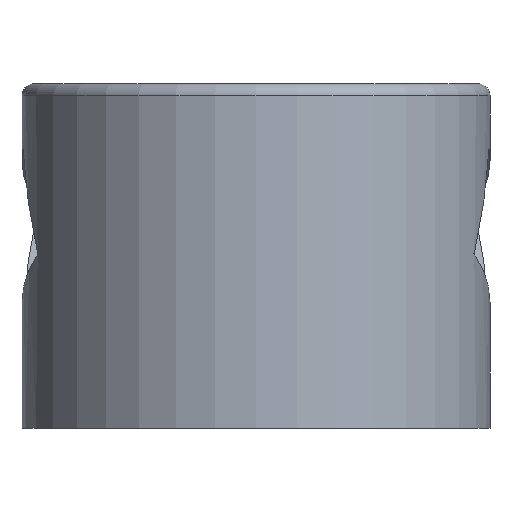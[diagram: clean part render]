
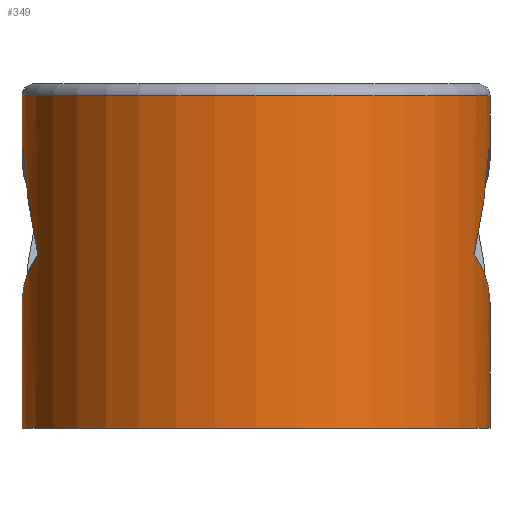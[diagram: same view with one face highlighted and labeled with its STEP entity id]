
A CAD part, front view. The second image highlights one B-rep face of the part: STEP entity #349.
In plain terms, the highlighted cylindrical face has radius 95 mm (diameter 190 mm), a partial arc.
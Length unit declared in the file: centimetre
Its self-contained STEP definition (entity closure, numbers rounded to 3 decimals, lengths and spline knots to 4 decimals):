
#1 = DIRECTION ( 'NONE',  ( 0., 0., -1. ) ) ;
#5 = DIRECTION ( 'NONE',  ( 0., 0., -1. ) ) ;
#12 = CARTESIAN_POINT ( 'NONE',  ( 8.865, -3.4151, 0.0849 ) ) ;
#19 = DIRECTION ( 'NONE',  ( 0., 0., -1. ) ) ;
#25 = CARTESIAN_POINT ( 'NONE',  ( -8.865, -3.4151, 0.0849 ) ) ;
#29 = ORIENTED_EDGE ( 'NONE', *, *, #508, .T. ) ;
#31 =( BOUNDED_CURVE ( )  B_SPLINE_CURVE ( 3, ( #500, #146, #58, #369 ),
 .UNSPECIFIED., .F., .T. ) 
 B_SPLINE_CURVE_WITH_KNOTS ( ( 4, 4 ),
 ( 1.5708, 1.6673 ),
 .UNSPECIFIED. ) 
 CURVE ( )  GEOMETRIC_REPRESENTATION_ITEM ( )  RATIONAL_B_SPLINE_CURVE ( ( 1., 0.999, 0.999, 1. ) ) 
 REPRESENTATION_ITEM ( '' )  );
#37 = ORIENTED_EDGE ( 'NONE', *, *, #506, .F. ) ;
#38 = VERTEX_POINT ( 'NONE', #325 ) ;
#44 = VERTEX_POINT ( 'NONE', #108 ) ;
#48 = EDGE_CURVE ( 'NONE', #44, #131, #54, .T. ) ;
#54 =( BOUNDED_CURVE ( )  B_SPLINE_CURVE ( 3, ( #421, #377, #458, #380 ),
 .UNSPECIFIED., .F., .T. ) 
 B_SPLINE_CURVE_WITH_KNOTS ( ( 4, 4 ),
 ( 4.3447, 4.7124 ),
 .UNSPECIFIED. ) 
 CURVE ( )  GEOMETRIC_REPRESENTATION_ITEM ( )  RATIONAL_B_SPLINE_CURVE ( ( 1., 0.989, 0.989, 1. ) ) 
 REPRESENTATION_ITEM ( '' )  );
#58 = CARTESIAN_POINT ( 'NONE',  ( -9.4853, -0.6109, 4.2394 ) ) ;
#70 = ORIENTED_EDGE ( 'NONE', *, *, #226, .T. ) ;
#74 = VERTEX_POINT ( 'NONE', #555 ) ;
#95 = FACE_OUTER_BOUND ( 'NONE', #441, .T. ) ;
#100 =( BOUNDED_CURVE ( )  B_SPLINE_CURVE ( 3, ( #572, #250, #161, #25 ),
 .UNSPECIFIED., .F., .T. ) 
 B_SPLINE_CURVE_WITH_KNOTS ( ( 4, 4 ),
 ( 4.8089, 5.0801 ),
 .UNSPECIFIED. ) 
 CURVE ( )  GEOMETRIC_REPRESENTATION_ITEM ( )  RATIONAL_B_SPLINE_CURVE ( ( 1., 0.994, 0.994, 1. ) ) 
 REPRESENTATION_ITEM ( '' )  );
#101 = CARTESIAN_POINT ( 'NONE',  ( 9.2859, -2.3223, -0.546 ) ) ;
#104 = ORIENTED_EDGE ( 'NONE', *, *, #420, .T. ) ;
#108 = CARTESIAN_POINT ( 'NONE',  ( -8.865, -3.4151, 0.0849 ) ) ;
#109 = LINE ( 'NONE', #287, #513 ) ;
#111 = AXIS2_PLACEMENT_3D ( 'NONE', #128, #1, #410 ) ;
#117 = EDGE_CURVE ( 'NONE', #187, #44, #100, .T. ) ;
#118 = ORIENTED_EDGE ( 'NONE', *, *, #434, .T. ) ;
#125 = CARTESIAN_POINT ( 'NONE',  ( 9.3728, -1.7726, 2.9297 ) ) ;
#128 = CARTESIAN_POINT ( 'NONE',  ( 0., 0., 7. ) ) ;
#131 = VERTEX_POINT ( 'NONE', #386 ) ;
#143 = DIRECTION ( 'NONE',  ( 1., 0., 0. ) ) ;
#146 = CARTESIAN_POINT ( 'NONE',  ( -9.5, -0.3056, 4.0632 ) ) ;
#155 = CARTESIAN_POINT ( 'NONE',  ( -9.5, 0., 7. ) ) ;
#160 = CARTESIAN_POINT ( 'NONE',  ( 9.4853, -0.6109, 4.2394 ) ) ;
#161 = CARTESIAN_POINT ( 'NONE',  ( -9.1747, -2.6111, 1.4775 ) ) ;
#176 = ORIENTED_EDGE ( 'NONE', *, *, #117, .T. ) ;
#187 = VERTEX_POINT ( 'NONE', #560 ) ;
#194 = CARTESIAN_POINT ( 'NONE',  ( 9.4558, -0.9151, 4.4151 ) ) ;
#199 = EDGE_CURVE ( 'NONE', #507, #255, #378, .T. ) ;
#200 = CARTESIAN_POINT ( 'NONE',  ( 9.5, -0.3056, 4.0632 ) ) ;
#201 = DIRECTION ( 'NONE',  ( 0., 0., 1. ) ) ;
#208 = CARTESIAN_POINT ( 'NONE',  ( 8.865, -3.4151, 0.0849 ) ) ;
#222 = ORIENTED_EDGE ( 'NONE', *, *, #483, .F. ) ;
#226 = EDGE_CURVE ( 'NONE', #131, #507, #109, .T. ) ;
#234 = VERTEX_POINT ( 'NONE', #292 ) ;
#241 = LINE ( 'NONE', #517, #563 ) ;
#247 = CARTESIAN_POINT ( 'NONE',  ( 9.5, 0., -7. ) ) ;
#250 = CARTESIAN_POINT ( 'NONE',  ( -9.3728, -1.7726, 2.9297 ) ) ;
#252 = AXIS2_PLACEMENT_3D ( 'NONE', #554, #5, #143 ) ;
#255 = VERTEX_POINT ( 'NONE', #247 ) ;
#264 = CIRCLE ( 'NONE', #252, 9.5 ) ;
#278 = CARTESIAN_POINT ( 'NONE',  ( 9.5, 0., -1.8868 ) ) ;
#287 = CARTESIAN_POINT ( 'NONE',  ( -9.5, 0., 7. ) ) ;
#292 = CARTESIAN_POINT ( 'NONE',  ( 9.5, 0., 6.5 ) ) ;
#293 = CARTESIAN_POINT ( 'NONE',  ( 9.5, 0., 3.8868 ) ) ;
#300 = ORIENTED_EDGE ( 'NONE', *, *, #48, .T. ) ;
#302 = CARTESIAN_POINT ( 'NONE',  ( 9.4558, -0.9151, 4.4151 ) ) ;
#310 = VERTEX_POINT ( 'NONE', #449 ) ;
#325 = CARTESIAN_POINT ( 'NONE',  ( -9.5, 0., 6.5 ) ) ;
#328 = CARTESIAN_POINT ( 'NONE',  ( 9.5, -1.171, -1.2107 ) ) ;
#330 = LINE ( 'NONE', #495, #453 ) ;
#333 = VECTOR ( 'NONE', #475, 100. ) ;
#349 = ADVANCED_FACE ( 'NONE', ( #95 ), #576, .T. ) ;
#352 = CARTESIAN_POINT ( 'NONE',  ( 8.865, -3.4151, 0.0849 ) ) ;
#359 = ORIENTED_EDGE ( 'NONE', *, *, #199, .T. ) ;
#368 = EDGE_CURVE ( 'NONE', #579, #310, #496, .T. ) ;
#369 = CARTESIAN_POINT ( 'NONE',  ( -9.4558, -0.9151, 4.4151 ) ) ;
#374 = DIRECTION ( 'NONE',  ( 0., 0., -1. ) ) ;
#377 = CARTESIAN_POINT ( 'NONE',  ( -9.2859, -2.3223, -0.546 ) ) ;
#378 = CIRCLE ( 'NONE', #467, 9.5 ) ;
#380 = CARTESIAN_POINT ( 'NONE',  ( -9.5, 0., -1.8868 ) ) ;
#381 = CARTESIAN_POINT ( 'NONE',  ( -9.5, 0., -7. ) ) ;
#383 =( BOUNDED_CURVE ( )  B_SPLINE_CURVE ( 3, ( #194, #160, #200, #293 ),
 .UNSPECIFIED., .F., .F. ) 
 B_SPLINE_CURVE_WITH_KNOTS ( ( 4, 4 ),
 ( 4.6159, 4.7124 ),
 .UNSPECIFIED. ) 
 CURVE ( )  GEOMETRIC_REPRESENTATION_ITEM ( )  RATIONAL_B_SPLINE_CURVE ( ( 1., 0.999, 0.999, 1. ) ) 
 REPRESENTATION_ITEM ( '' )  );
#386 = CARTESIAN_POINT ( 'NONE',  ( -9.5, 0., -1.8868 ) ) ;
#393 = EDGE_CURVE ( 'NONE', #234, #38, #264, .T. ) ;
#410 = DIRECTION ( 'NONE',  ( -1., 0., 0. ) ) ;
#420 = EDGE_CURVE ( 'NONE', #499, #187, #31, .T. ) ;
#421 = CARTESIAN_POINT ( 'NONE',  ( -8.865, -3.4151, 0.0849 ) ) ;
#423 = ORIENTED_EDGE ( 'NONE', *, *, #503, .T. ) ;
#434 = EDGE_CURVE ( 'NONE', #74, #579, #543, .T. ) ;
#441 = EDGE_LOOP ( 'NONE', ( #222, #479, #29, #104, #176, #300, #70, #359, #37, #118, #533, #423 ) ) ;
#449 = CARTESIAN_POINT ( 'NONE',  ( 9.4558, -0.9151, 4.4151 ) ) ;
#453 = VECTOR ( 'NONE', #374, 100. ) ;
#458 = CARTESIAN_POINT ( 'NONE',  ( -9.5, -1.171, -1.2107 ) ) ;
#459 = CARTESIAN_POINT ( 'NONE',  ( -9.5, 0., 3.8868 ) ) ;
#466 = DIRECTION ( 'NONE',  ( 1., 0., 0. ) ) ;
#467 = AXIS2_PLACEMENT_3D ( 'NONE', #473, #201, #466 ) ;
#473 = CARTESIAN_POINT ( 'NONE',  ( 0., 0., -7. ) ) ;
#475 = DIRECTION ( 'NONE',  ( 0., 0., -1. ) ) ;
#479 = ORIENTED_EDGE ( 'NONE', *, *, #393, .T. ) ;
#483 = EDGE_CURVE ( 'NONE', #234, #535, #330, .T. ) ;
#484 = CARTESIAN_POINT ( 'NONE',  ( 9.1747, -2.6111, 1.4775 ) ) ;
#495 = CARTESIAN_POINT ( 'NONE',  ( 9.5, 0., 7. ) ) ;
#496 =( BOUNDED_CURVE ( )  B_SPLINE_CURVE ( 3, ( #352, #484, #125, #302 ),
 .UNSPECIFIED., .F., .T. ) 
 B_SPLINE_CURVE_WITH_KNOTS ( ( 4, 4 ),
 ( 1.2031, 1.4743 ),
 .UNSPECIFIED. ) 
 CURVE ( )  GEOMETRIC_REPRESENTATION_ITEM ( )  RATIONAL_B_SPLINE_CURVE ( ( 1., 0.994, 0.994, 1. ) ) 
 REPRESENTATION_ITEM ( '' )  );
#499 = VERTEX_POINT ( 'NONE', #459 ) ;
#500 = CARTESIAN_POINT ( 'NONE',  ( -9.5, 0., 3.8868 ) ) ;
#503 = EDGE_CURVE ( 'NONE', #310, #535, #383, .T. ) ;
#506 = EDGE_CURVE ( 'NONE', #74, #255, #241, .T. ) ;
#507 = VERTEX_POINT ( 'NONE', #381 ) ;
#508 = EDGE_CURVE ( 'NONE', #38, #499, #515, .T. ) ;
#511 = CARTESIAN_POINT ( 'NONE',  ( 9.5, 0., 3.8868 ) ) ;
#512 = DIRECTION ( 'NONE',  ( 0., 0., -1. ) ) ;
#513 = VECTOR ( 'NONE', #512, 100. ) ;
#515 = LINE ( 'NONE', #155, #333 ) ;
#517 = CARTESIAN_POINT ( 'NONE',  ( 9.5, 0., 7. ) ) ;
#533 = ORIENTED_EDGE ( 'NONE', *, *, #368, .T. ) ;
#535 = VERTEX_POINT ( 'NONE', #511 ) ;
#543 =( BOUNDED_CURVE ( )  B_SPLINE_CURVE ( 3, ( #278, #328, #101, #12 ),
 .UNSPECIFIED., .F., .T. ) 
 B_SPLINE_CURVE_WITH_KNOTS ( ( 4, 4 ),
 ( 1.5708, 1.9385 ),
 .UNSPECIFIED. ) 
 CURVE ( )  GEOMETRIC_REPRESENTATION_ITEM ( )  RATIONAL_B_SPLINE_CURVE ( ( 1., 0.989, 0.989, 1. ) ) 
 REPRESENTATION_ITEM ( '' )  );
#554 = CARTESIAN_POINT ( 'NONE',  ( 0., 0., 6.5 ) ) ;
#555 = CARTESIAN_POINT ( 'NONE',  ( 9.5, 0., -1.8868 ) ) ;
#560 = CARTESIAN_POINT ( 'NONE',  ( -9.4558, -0.9151, 4.4151 ) ) ;
#563 = VECTOR ( 'NONE', #19, 100. ) ;
#572 = CARTESIAN_POINT ( 'NONE',  ( -9.4558, -0.9151, 4.4151 ) ) ;
#576 = CYLINDRICAL_SURFACE ( 'NONE', #111, 9.5 ) ;
#579 = VERTEX_POINT ( 'NONE', #208 ) ;
